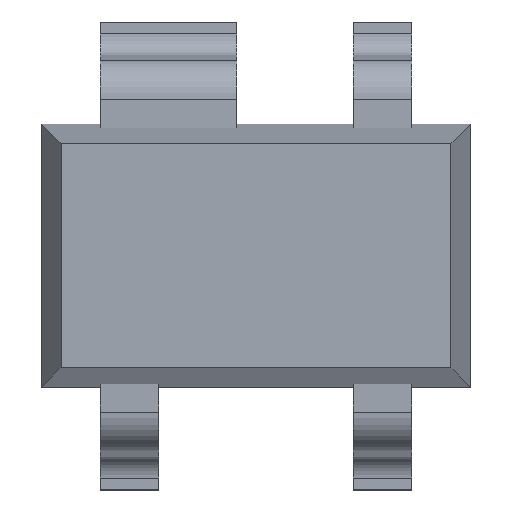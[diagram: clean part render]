
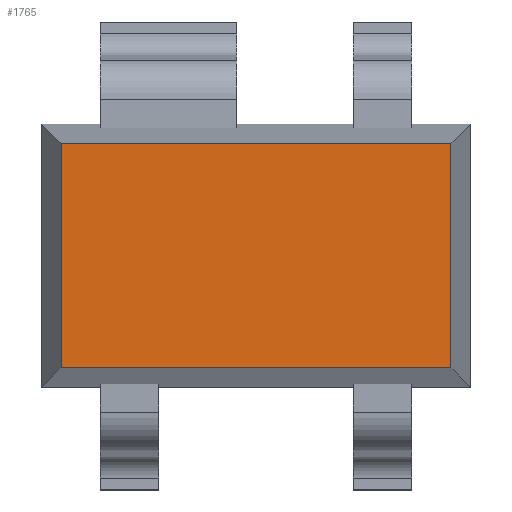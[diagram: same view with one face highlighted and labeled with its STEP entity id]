
A CAD part, top view. The second image highlights one B-rep face of the part: STEP entity #1765.
In plain terms, the highlighted planar face has unit normal (0, 0, 1).
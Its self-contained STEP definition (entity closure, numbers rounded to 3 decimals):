
#1726=CARTESIAN_POINT('',(0.,0.,1.));
#1727=DIRECTION('',(0.,0.,1.));
#1728=DIRECTION('',(1.,0.,0.));
#1729=AXIS2_PLACEMENT_3D('',#1726,#1727,#1728);
#1730=PLANE('',#1729);
#1731=CARTESIAN_POINT('',(-1.,0.575,1.));
#1732=VERTEX_POINT('',#1731);
#1733=CARTESIAN_POINT('',(-1.,-0.575,1.));
#1734=VERTEX_POINT('',#1733);
#1735=CARTESIAN_POINT('',(-1.,0.575,1.));
#1736=DIRECTION('',(0.,-1.,0.));
#1737=VECTOR('',#1736,1.15);
#1738=LINE('',#1735,#1737);
#1739=EDGE_CURVE('',#1732,#1734,#1738,.T.);
#1740=ORIENTED_EDGE('',*,*,#1739,.T.);
#1741=CARTESIAN_POINT('',(1.,-0.575,1.));
#1742=VERTEX_POINT('',#1741);
#1743=CARTESIAN_POINT('',(-1.,-0.575,1.));
#1744=DIRECTION('',(1.,0.,0.));
#1745=VECTOR('',#1744,2.);
#1746=LINE('',#1743,#1745);
#1747=EDGE_CURVE('',#1734,#1742,#1746,.T.);
#1748=ORIENTED_EDGE('',*,*,#1747,.T.);
#1749=CARTESIAN_POINT('',(1.,0.575,1.));
#1750=VERTEX_POINT('',#1749);
#1751=CARTESIAN_POINT('',(1.,0.575,1.));
#1752=DIRECTION('',(0.,-1.,0.));
#1753=VECTOR('',#1752,1.15);
#1754=LINE('',#1751,#1753);
#1755=EDGE_CURVE('',#1750,#1742,#1754,.T.);
#1756=ORIENTED_EDGE('',*,*,#1755,.F.);
#1757=CARTESIAN_POINT('',(-1.,0.575,1.));
#1758=DIRECTION('',(1.,0.,0.));
#1759=VECTOR('',#1758,2.);
#1760=LINE('',#1757,#1759);
#1761=EDGE_CURVE('',#1732,#1750,#1760,.T.);
#1762=ORIENTED_EDGE('',*,*,#1761,.F.);
#1763=EDGE_LOOP('',(#1740,#1748,#1756,#1762));
#1764=FACE_BOUND('',#1763,.T.);
#1765=ADVANCED_FACE('',(#1764),#1730,.T.);
